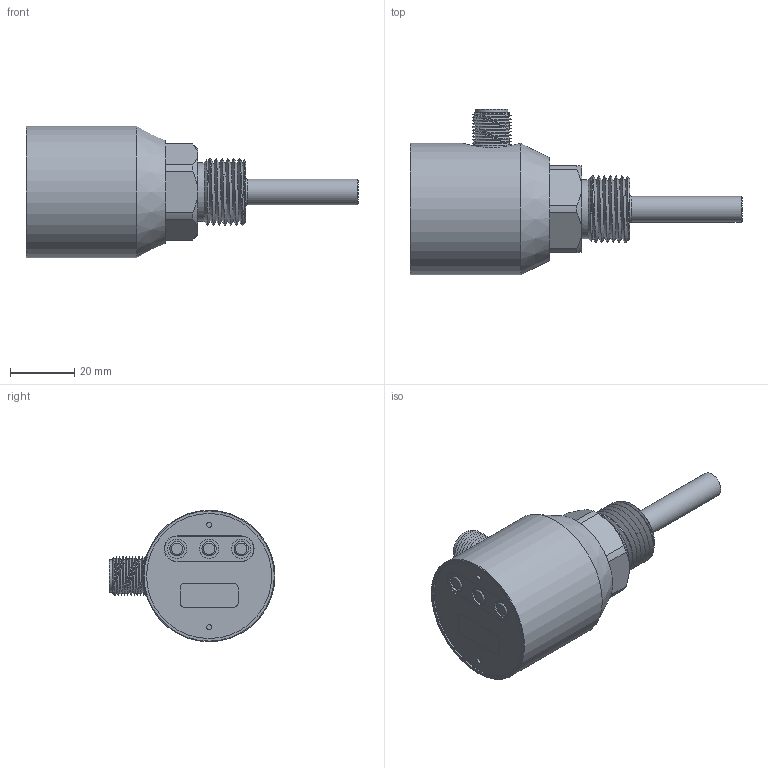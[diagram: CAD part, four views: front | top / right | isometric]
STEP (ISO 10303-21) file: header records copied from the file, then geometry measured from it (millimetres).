
FILE_DESCRIPTION(/* description */ (''),/* implementation_level */ '2;1');
FILE_NAME(/* name */ '_3D_FTS210-G12ML50-G12外螺纹-探杆长含螺纹50.stp',/* time_stamp */ '2024-03-04T10:50:20+08:00',/* author */ (''),/* organization */ (''),/* preprocessor_version */ 'ST-DEVELOPER v16.7',/* originating_system */ 'SIEMENS PLM Software NX 12.0',/* authorisation */ '');
FILE_SCHEMA (('AUTOMOTIVE_DESIGN { 1 0 10303 214 3 1 1 1 }'));
Length unit declared in the file: millimetre
Products named in the file (1): Mayn3DD48979sqpn
Bounding box: 103.5 x 51.7 x 41 mm (x, y, z)
Surface area: 12627.7 mm2 (no closed solid volume)
Topology: 0 solids, 1 shells, 123 faces, 320 edges, 201 vertices
Faces by surface type: cylinder 42, plane 39, bspline 18, cone 14, torus 5, sphere 5
Full cylindrical faces by diameter (mm): 1 x5, 1.6 x2, 2.5 x1, 4.5 x3, 6 x3, 8 x1, 8.4 x1, 10.1 x1, 12 x1, 18.4 x1, 26.1 x1, 39 x1, 41 x1
Entity records: 7412 total; most frequent: CARTESIAN_POINT 4852, ORIENTED_EDGE 492, DIRECTION 485, EDGE_CURVE 246, AXIS2_PLACEMENT_3D 209, EDGE_LOOP 181, VERTEX_POINT 173, ADVANCED_FACE 122
